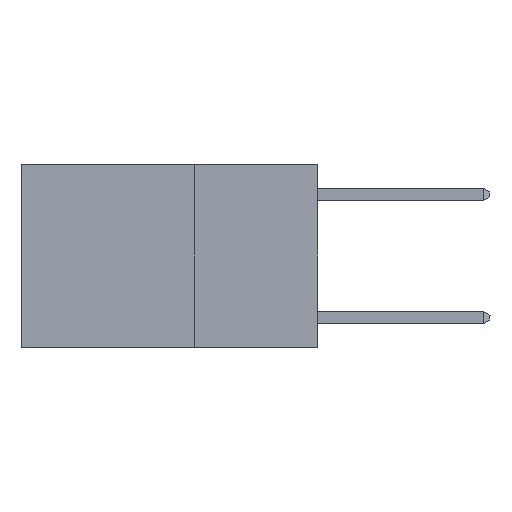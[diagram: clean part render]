
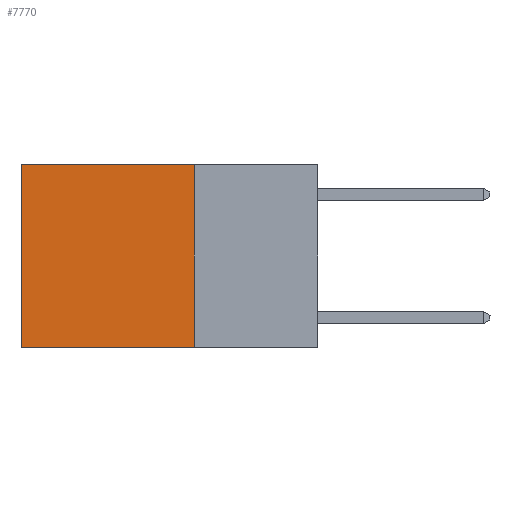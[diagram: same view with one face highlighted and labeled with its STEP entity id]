
A CAD part, left-side view. The second image highlights one B-rep face of the part: STEP entity #7770.
In plain terms, the highlighted planar face has unit normal (-1, 0, 0).
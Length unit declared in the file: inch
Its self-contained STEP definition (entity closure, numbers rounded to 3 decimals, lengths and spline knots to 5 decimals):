
#73 = LINE ( 'NONE', #23427, #17602 ) ;
#114 = CARTESIAN_POINT ( 'NONE',  ( 0.2625, 0.25, 0. ) ) ;
#596 = LINE ( 'NONE', #936, #12039 ) ;
#877 = ORIENTED_EDGE ( 'NONE', *, *, #27141, .T. ) ;
#936 = CARTESIAN_POINT ( 'NONE',  ( 0.2625, 0.6, 0. ) ) ;
#2182 = AXIS2_PLACEMENT_3D ( 'NONE', #26741, #4271, #20236 ) ;
#3632 = FACE_OUTER_BOUND ( 'NONE', #21290, .T. ) ;
#3707 = CARTESIAN_POINT ( 'NONE',  ( 0.2625, 0.25, -0.37 ) ) ;
#4271 = DIRECTION ( 'NONE',  ( 1., 0., 0. ) ) ;
#4538 = LINE ( 'NONE', #26946, #16694 ) ;
#5266 = VECTOR ( 'NONE', #9225, 39.37008 ) ;
#5553 = DIRECTION ( 'NONE',  ( 0., 0., -1. ) ) ;
#5700 = CARTESIAN_POINT ( 'NONE',  ( 0.2625, 0.6, 0. ) ) ;
#7449 = EDGE_CURVE ( 'NONE', #16477, #12707, #73, .T. ) ;
#7770 = ADVANCED_FACE ( 'NONE', ( #3632 ), #20140, .F. ) ;
#9225 = DIRECTION ( 'NONE',  ( 0., 0., -1. ) ) ;
#9975 = ORIENTED_EDGE ( 'NONE', *, *, #7449, .T. ) ;
#11342 = LINE ( 'NONE', #114, #5266 ) ;
#12039 = VECTOR ( 'NONE', #5553, 39.37008 ) ;
#12399 = EDGE_CURVE ( 'NONE', #16477, #27876, #11342, .T. ) ;
#12707 = VERTEX_POINT ( 'NONE', #5700 ) ;
#15054 = CARTESIAN_POINT ( 'NONE',  ( 0.2625, 0.6, -0.37 ) ) ;
#16477 = VERTEX_POINT ( 'NONE', #26853 ) ;
#16489 = EDGE_CURVE ( 'NONE', #27876, #17456, #4538, .T. ) ;
#16694 = VECTOR ( 'NONE', #22570, 39.37008 ) ;
#17456 = VERTEX_POINT ( 'NONE', #15054 ) ;
#17602 = VECTOR ( 'NONE', #25629, 39.37008 ) ;
#20140 = PLANE ( 'NONE',  #2182 ) ;
#20236 = DIRECTION ( 'NONE',  ( 0., 0., -1. ) ) ;
#21290 = EDGE_LOOP ( 'NONE', ( #877, #28544, #28374, #9975 ) ) ;
#22570 = DIRECTION ( 'NONE',  ( 0., 1., 0. ) ) ;
#23427 = CARTESIAN_POINT ( 'NONE',  ( 0.2625, 0.25, 0. ) ) ;
#25629 = DIRECTION ( 'NONE',  ( 0., 1., 0. ) ) ;
#26741 = CARTESIAN_POINT ( 'NONE',  ( 0.2625, 0.25, 0. ) ) ;
#26853 = CARTESIAN_POINT ( 'NONE',  ( 0.2625, 0.25, 0. ) ) ;
#26946 = CARTESIAN_POINT ( 'NONE',  ( 0.2625, 0.25, -0.37 ) ) ;
#27141 = EDGE_CURVE ( 'NONE', #12707, #17456, #596, .T. ) ;
#27876 = VERTEX_POINT ( 'NONE', #3707 ) ;
#28374 = ORIENTED_EDGE ( 'NONE', *, *, #12399, .F. ) ;
#28544 = ORIENTED_EDGE ( 'NONE', *, *, #16489, .F. ) ;
